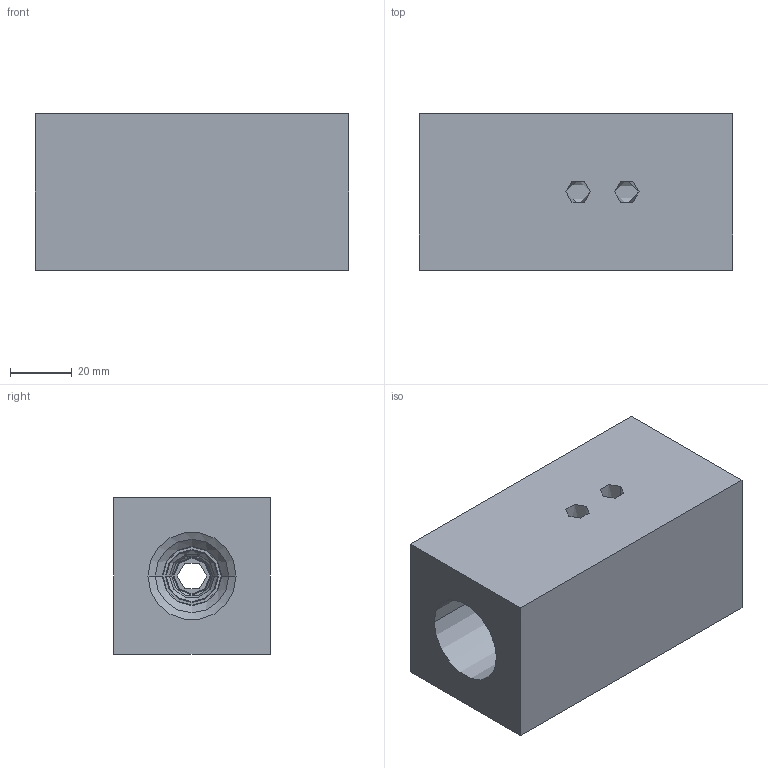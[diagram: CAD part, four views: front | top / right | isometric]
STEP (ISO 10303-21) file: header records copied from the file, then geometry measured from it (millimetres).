
FILE_DESCRIPTION((''),'2;1');
FILE_NAME('T-150A','2019-03-19T',('AlainG'),('Sun Hydraulics LLC'),'PRO/ENGINEER BY PARAMETRIC TECHNOLOGY CORPORATION, 2016010','PRO/ENGINEER BY PARAMETRIC TECHNOLOGY CORPORATION, 2016010','');
FILE_SCHEMA(('AUTOMOTIVE_DESIGN { 1 0 10303 214 1 1 1 1 }'));
Length unit declared in the file: inch
Products named in the file (1): T-150A
Bounding box: 101.6 x 50.8 x 50.8 mm (x, y, z)
Volume: 231527.3 mm3; surface area: 31739.7 mm2
Topology: 1 solids, 1 shells, 48 faces, 106 edges, 66 vertices
Faces by surface type: cylinder 20, cone 14, plane 8, torus 6
Entity records: 1972 total; most frequent: CARTESIAN_POINT 283, COLOUR_RGB 275, DIRECTION 252, ORIENTED_EDGE 204, EDGE_CURVE 102, AXIS2_PLACEMENT_3D 101, VERTEX_POINT 58, EDGE_LOOP 56
